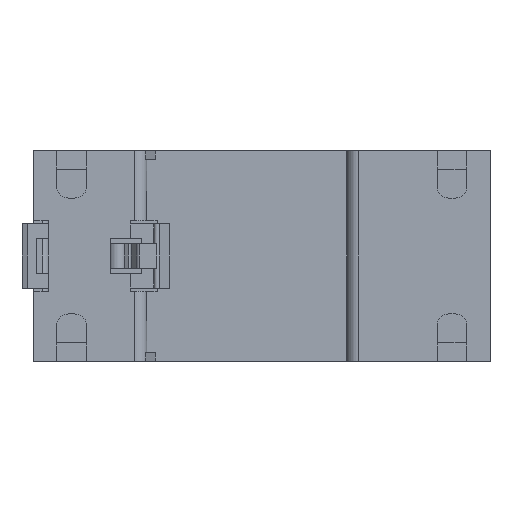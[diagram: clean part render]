
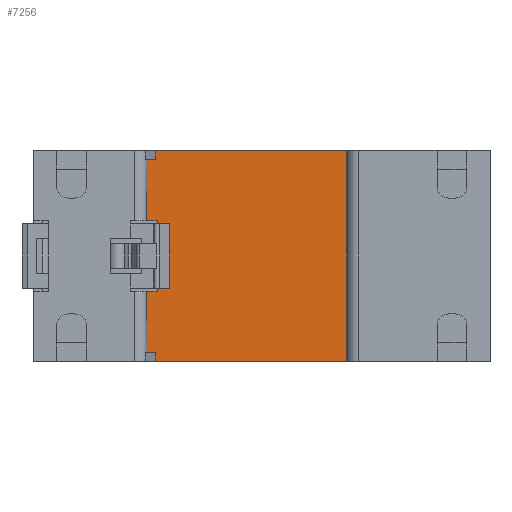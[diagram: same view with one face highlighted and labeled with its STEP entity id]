
A CAD part, front view. The second image highlights one B-rep face of the part: STEP entity #7256.
In plain terms, the highlighted planar face has unit normal (0, -1, 0).
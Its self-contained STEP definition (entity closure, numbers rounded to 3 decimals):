
#1211=DIRECTION('',(0.,0.,1.));
#1212=VECTOR('',#1211,36.);
#1213=CARTESIAN_POINT('',(17.3,0.,0.));
#1214=LINE('',#1213,#1212);
#1223=DIRECTION('',(0.,0.,1.));
#1224=VECTOR('',#1223,12.);
#1225=CARTESIAN_POINT('',(-17.9,0.,12.));
#1226=LINE('',#1225,#1224);
#1227=DIRECTION('',(1.,0.,0.));
#1228=VECTOR('',#1227,1.5);
#1229=CARTESIAN_POINT('',(-19.7,0.,34.5));
#1230=LINE('',#1229,#1228);
#1231=DIRECTION('',(0.,0.,1.));
#1232=VECTOR('',#1231,1.5);
#1233=CARTESIAN_POINT('',(-18.2,0.,34.5));
#1234=LINE('',#1233,#1232);
#1235=DIRECTION('',(1.,0.,0.));
#1236=VECTOR('',#1235,35.5);
#1237=CARTESIAN_POINT('',(-18.2,0.,36.));
#1238=LINE('',#1237,#1236);
#1239=DIRECTION('',(-1.,0.,0.));
#1240=VECTOR('',#1239,35.5);
#1241=CARTESIAN_POINT('',(17.3,0.,0.));
#1242=LINE('',#1241,#1240);
#1243=DIRECTION('',(1.,0.,0.));
#1244=VECTOR('',#1243,1.8);
#1245=CARTESIAN_POINT('',(-19.7,0.,12.));
#1246=LINE('',#1245,#1244);
#1284=DIRECTION('',(1.,0.,0.));
#1285=VECTOR('',#1284,1.8);
#1286=CARTESIAN_POINT('',(-19.7,0.,24.));
#1287=LINE('',#1286,#1285);
#1691=DIRECTION('',(0.,0.,-1.));
#1692=VECTOR('',#1691,10.5);
#1693=CARTESIAN_POINT('',(-19.7,0.,12.));
#1694=LINE('',#1693,#1692);
#1700=DIRECTION('',(1.,0.,0.));
#1701=VECTOR('',#1700,1.5);
#1702=CARTESIAN_POINT('',(-19.7,0.,1.5));
#1703=LINE('',#1702,#1701);
#1712=DIRECTION('',(0.,0.,-1.));
#1713=VECTOR('',#1712,1.5);
#1714=CARTESIAN_POINT('',(-18.2,0.,1.5));
#1715=LINE('',#1714,#1713);
#3027=DIRECTION('',(0.,0.,-1.));
#3028=VECTOR('',#3027,10.5);
#3029=CARTESIAN_POINT('',(-19.7,0.,34.5));
#3030=LINE('',#3029,#3028);
#4405=CARTESIAN_POINT('',(-18.2,0.,0.));
#4406=VERTEX_POINT('',#4405);
#4407=CARTESIAN_POINT('',(17.3,0.,0.));
#4408=VERTEX_POINT('',#4407);
#4612=CARTESIAN_POINT('',(-17.9,0.,12.));
#4613=VERTEX_POINT('',#4612);
#4632=CARTESIAN_POINT('',(-19.7,0.,1.5));
#4633=CARTESIAN_POINT('',(-18.2,0.,1.5));
#4634=VERTEX_POINT('',#4632);
#4635=VERTEX_POINT('',#4633);
#4636=CARTESIAN_POINT('',(-19.7,0.,12.));
#4637=VERTEX_POINT('',#4636);
#4798=CARTESIAN_POINT('',(17.3,0.,36.));
#4799=VERTEX_POINT('',#4798);
#4800=CARTESIAN_POINT('',(-18.2,0.,36.));
#4801=VERTEX_POINT('',#4800);
#4836=CARTESIAN_POINT('',(-18.2,0.,34.5));
#4837=VERTEX_POINT('',#4836);
#4838=CARTESIAN_POINT('',(-19.7,0.,24.));
#4839=CARTESIAN_POINT('',(-17.9,0.,24.));
#4840=VERTEX_POINT('',#4838);
#4841=VERTEX_POINT('',#4839);
#4842=CARTESIAN_POINT('',(-19.7,0.,34.5));
#4843=VERTEX_POINT('',#4842);
#7228=CARTESIAN_POINT('',(-1.2,0.,9.));
#7229=DIRECTION('',(0.,1.,0.));
#7230=DIRECTION('',(1.,0.,0.));
#7231=AXIS2_PLACEMENT_3D('',#7228,#7229,#7230);
#7232=PLANE('',#7231);
#7234=ORIENTED_EDGE('',*,*,#7233,.T.);
#7236=ORIENTED_EDGE('',*,*,#7235,.F.);
#7238=ORIENTED_EDGE('',*,*,#7237,.F.);
#7240=ORIENTED_EDGE('',*,*,#7239,.T.);
#7242=ORIENTED_EDGE('',*,*,#7241,.T.);
#7243=ORIENTED_EDGE('',*,*,#6626,.T.);
#7244=ORIENTED_EDGE('',*,*,#7220,.F.);
#7245=ORIENTED_EDGE('',*,*,#6298,.T.);
#7247=ORIENTED_EDGE('',*,*,#7246,.F.);
#7249=ORIENTED_EDGE('',*,*,#7248,.F.);
#7251=ORIENTED_EDGE('',*,*,#7250,.F.);
#7253=ORIENTED_EDGE('',*,*,#7252,.T.);
#7254=EDGE_LOOP('',(#7234,#7236,#7238,#7240,#7242,#7243,#7244,#7245,#7247,#7249,
#7251,#7253));
#7255=FACE_OUTER_BOUND('',#7254,.F.);
#6298=EDGE_CURVE('',#4408,#4406,#1242,.T.);
#6626=EDGE_CURVE('',#4801,#4799,#1238,.T.);
#7220=EDGE_CURVE('',#4408,#4799,#1214,.T.);
#7233=EDGE_CURVE('',#4613,#4841,#1226,.T.);
#7235=EDGE_CURVE('',#4840,#4841,#1287,.T.);
#7237=EDGE_CURVE('',#4843,#4840,#3030,.T.);
#7239=EDGE_CURVE('',#4843,#4837,#1230,.T.);
#7241=EDGE_CURVE('',#4837,#4801,#1234,.T.);
#7246=EDGE_CURVE('',#4635,#4406,#1715,.T.);
#7248=EDGE_CURVE('',#4634,#4635,#1703,.T.);
#7250=EDGE_CURVE('',#4637,#4634,#1694,.T.);
#7252=EDGE_CURVE('',#4637,#4613,#1246,.T.);
#7256=ADVANCED_FACE('',(#7255),#7232,.F.);
